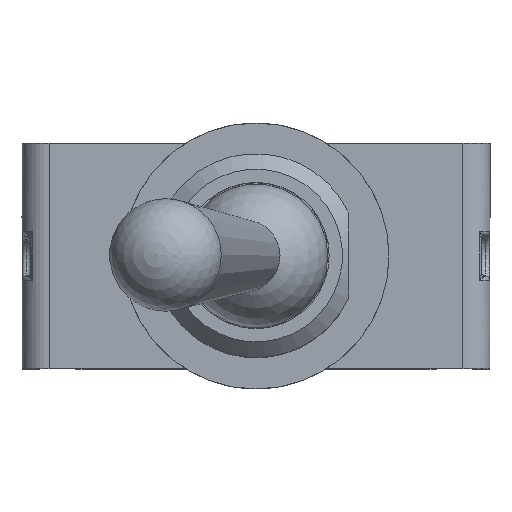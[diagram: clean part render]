
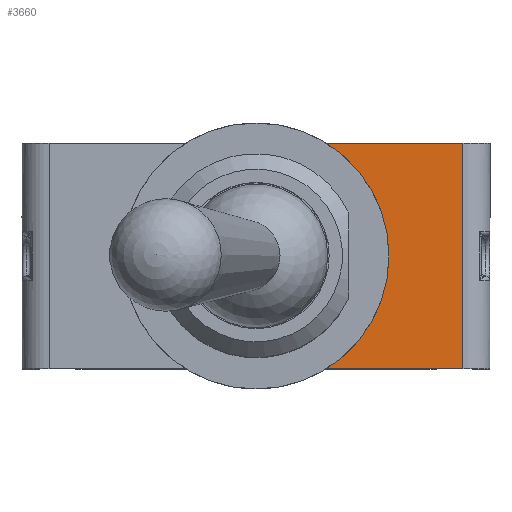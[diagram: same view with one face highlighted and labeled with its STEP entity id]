
A CAD part, top view. The second image highlights one B-rep face of the part: STEP entity #3660.
In plain terms, the highlighted planar face has unit normal (0, 0, 1).
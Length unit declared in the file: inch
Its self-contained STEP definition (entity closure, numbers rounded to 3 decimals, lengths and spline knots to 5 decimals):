
#198=FACE_OUTER_BOUND('',#416,.T.);
#416=EDGE_LOOP('',(#2413,#2414,#2415,#2416,#2417));
#643=LINE('',#5246,#1004);
#644=LINE('',#5248,#1005);
#645=LINE('',#5249,#1006);
#1004=VECTOR('',#4233,0.3937);
#1005=VECTOR('',#4234,0.3937);
#1006=VECTOR('',#4235,0.3937);
#1365=CIRCLE('',#3901,0.11811);
#1366=CIRCLE('',#3902,0.11811);
#1496=VERTEX_POINT('',#5240);
#1497=VERTEX_POINT('',#5241);
#1498=VERTEX_POINT('',#5243);
#1499=VERTEX_POINT('',#5245);
#1500=VERTEX_POINT('',#5247);
#1848=EDGE_CURVE('',#1496,#1497,#1365,.T.);
#1849=EDGE_CURVE('',#1497,#1498,#1366,.T.);
#1850=EDGE_CURVE('',#1499,#1498,#643,.T.);
#1851=EDGE_CURVE('',#1500,#1499,#644,.T.);
#1852=EDGE_CURVE('',#1496,#1500,#645,.T.);
#2413=ORIENTED_EDGE('',*,*,#1848,.T.);
#2414=ORIENTED_EDGE('',*,*,#1849,.T.);
#2415=ORIENTED_EDGE('',*,*,#1850,.F.);
#2416=ORIENTED_EDGE('',*,*,#1851,.F.);
#2417=ORIENTED_EDGE('',*,*,#1852,.F.);
#3543=PLANE('',#3900);
#3660=ADVANCED_FACE('',(#198),#3543,.T.);
#3900=AXIS2_PLACEMENT_3D('',#5239,#4227,#4228);
#3901=AXIS2_PLACEMENT_3D('',#5242,#4229,#4230);
#3902=AXIS2_PLACEMENT_3D('',#5244,#4231,#4232);
#4227=DIRECTION('center_axis',(0.,0.,1.));
#4228=DIRECTION('ref_axis',(1.,0.,0.));
#4229=DIRECTION('center_axis',(0.,0.,
-1.));
#4230=DIRECTION('ref_axis',(-1.,0.,0.));
#4231=DIRECTION('center_axis',(0.,0.,
-1.));
#4232=DIRECTION('ref_axis',(-1.,0.,0.));
#4233=DIRECTION('',(-1.,0.,0.));
#4234=DIRECTION('',(0.,-1.,0.));
#4235=DIRECTION('',(1.,0.,0.));
#5239=CARTESIAN_POINT('Origin',(0.,0.,
0.30433));
#5240=CARTESIAN_POINT('',(0.06285,0.1,0.30433));
#5241=CARTESIAN_POINT('',(0.11811,0.,0.30433));
#5242=CARTESIAN_POINT('Origin',(0.,0.,
0.30433));
#5243=CARTESIAN_POINT('',(0.06285,-0.1,0.30433));
#5244=CARTESIAN_POINT('Origin',(0.,0.,
0.30433));
#5245=CARTESIAN_POINT('',(0.18386,-0.1,0.30433));
#5246=CARTESIAN_POINT('',(0.20787,-0.1,0.30433));
#5247=CARTESIAN_POINT('',(0.18386,0.1,0.30433));
#5248=CARTESIAN_POINT('',(0.18386,0.05,0.30433));
#5249=CARTESIAN_POINT('',(-0.20787,0.1,0.30433));
